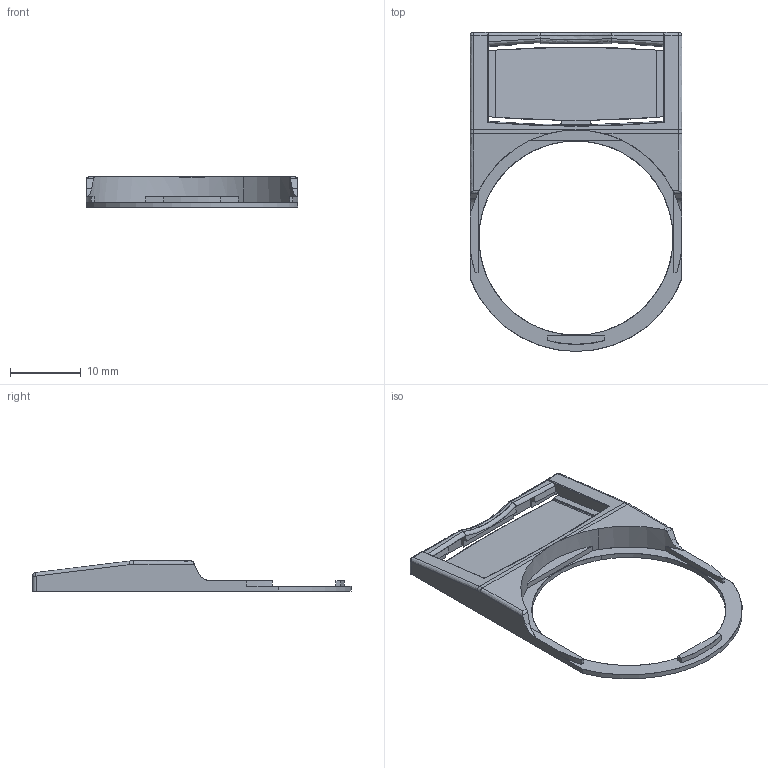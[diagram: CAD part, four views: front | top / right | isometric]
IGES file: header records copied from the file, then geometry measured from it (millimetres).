
Start section: START RECORD GO HERE.
Global section: file name: 069672000.igs; native system: DASSAULT SYSTEMES CATIA V5 R19 - www.3ds.com; preprocessor: CATIA Version 5 Release 19 SP 5 ; author: fantini; organization: EU; date: 20120521.111736; units: millimetre
Bounding box: 29.9 x 45 x 4.3 mm (x, y, z)
Surface area: 2210 mm2 (no closed solid volume)
Topology: 0 solids, 0 shells, 145 faces, 874 edges, 874 vertices
Faces by surface type: bspline 145
